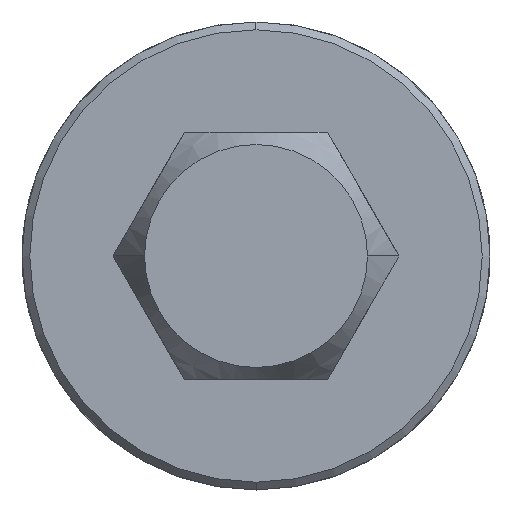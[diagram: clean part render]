
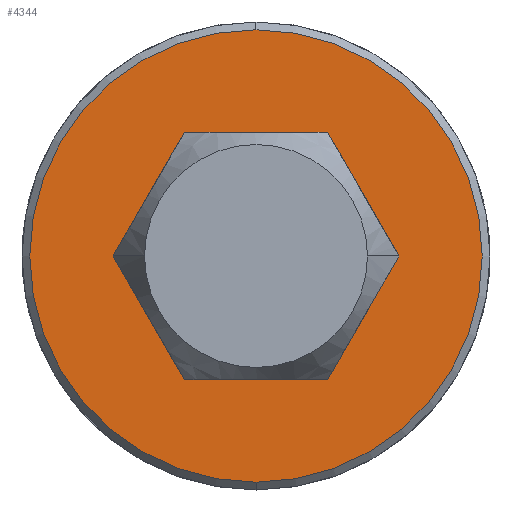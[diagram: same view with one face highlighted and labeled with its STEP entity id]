
A CAD part, front view. The second image highlights one B-rep face of the part: STEP entity #4344.
In plain terms, the highlighted planar face has unit normal (0, -1, 0).
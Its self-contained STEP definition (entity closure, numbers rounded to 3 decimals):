
#80 = ORIENTED_EDGE ( 'NONE', *, *, #3224, .T. ) ;
#211 = EDGE_CURVE ( 'Defeature ausgef�hrt1_0+Defeature ausgef�hrt1_32+Defeature ausgef�hrt1_32+Defeature ausgef�hrt1_32', #2977, #709, #4097, .T. ) ;
#340 = CARTESIAN_POINT ( 'NONE',  ( 0., 40., -5.8 ) ) ;
#389 = EDGE_LOOP ( 'NONE', ( #2959, #1351 ) ) ;
#508 = DIRECTION ( 'NONE',  ( 0., 0., 1. ) ) ;
#512 = CARTESIAN_POINT ( 'NONE',  ( 3., 40., 0. ) ) ;
#513 = VERTEX_POINT ( 'NONE', #2251 ) ;
#612 = CIRCLE ( 'NONE', #4183, 5.8 ) ;
#688 = CARTESIAN_POINT ( 'NONE',  ( -3., 40., 0. ) ) ;
#709 = VERTEX_POINT ( 'NONE', #512 ) ;
#898 = EDGE_LOOP ( 'NONE', ( #80, #2068 ) ) ;
#1102 = FACE_BOUND ( 'NONE', #389, .T. ) ;
#1232 = AXIS2_PLACEMENT_3D ( 'NONE', #3525, #1744, #1699 ) ;
#1351 = ORIENTED_EDGE ( 'NONE', *, *, #211, .T. ) ;
#1615 = CARTESIAN_POINT ( 'NONE',  ( 0., 40., 0. ) ) ;
#1699 = DIRECTION ( 'NONE',  ( 0., 0., 1. ) ) ;
#1744 = DIRECTION ( 'NONE',  ( 0., -1., 0. ) ) ;
#1971 = CARTESIAN_POINT ( 'NONE',  ( 0., 40., 0. ) ) ;
#1985 = DIRECTION ( 'NONE',  ( 1., 0., 0. ) ) ;
#2068 = ORIENTED_EDGE ( 'NONE', *, *, #2478, .T. ) ;
#2092 = CARTESIAN_POINT ( 'NONE',  ( 0., 40., 0. ) ) ;
#2113 = CIRCLE ( 'NONE', #4238, 5.8 ) ;
#2251 = CARTESIAN_POINT ( 'NONE',  ( 0., 40., 5.8 ) ) ;
#2478 = EDGE_CURVE ( 'Defeature ausgef�hrt1_0+Defeature ausgef�hrt1_31+Defeature ausgef�hrt1_31+Defeature ausgef�hrt1_31', #513, #3035, #2113, .T. ) ;
#2496 = CARTESIAN_POINT ( 'NONE',  ( 0., 40., 0. ) ) ;
#2503 = AXIS2_PLACEMENT_3D ( 'NONE', #1971, #2991, #1985 ) ;
#2621 = FACE_OUTER_BOUND ( 'NONE', #898, .T. ) ;
#2873 = DIRECTION ( 'NONE',  ( 1., 0., 0. ) ) ;
#2959 = ORIENTED_EDGE ( 'NONE', *, *, #3485, .T. ) ;
#2977 = VERTEX_POINT ( 'NONE', #688 ) ;
#2985 = CIRCLE ( 'NONE', #4564, 3. ) ;
#2991 = DIRECTION ( 'NONE',  ( 0., 1., 0. ) ) ;
#3035 = VERTEX_POINT ( 'NONE', #340 ) ;
#3224 = EDGE_CURVE ( 'Defeature ausgef�hrt1_0+Defeature ausgef�hrt1_31+Defeature ausgef�hrt1_31+Defeature ausgef�hrt1_31', #3035, #513, #612, .T. ) ;
#3485 = EDGE_CURVE ( 'Defeature ausgef�hrt1_0+Defeature ausgef�hrt1_32+Defeature ausgef�hrt1_32+Defeature ausgef�hrt1_32', #709, #2977, #2985, .T. ) ;
#3525 = CARTESIAN_POINT ( 'NONE',  ( 0., 40., 0. ) ) ;
#3593 = DIRECTION ( 'NONE',  ( 0., 1., 0. ) ) ;
#3729 = DIRECTION ( 'NONE',  ( 0., -1., 0. ) ) ;
#4097 = CIRCLE ( 'NONE', #2503, 3. ) ;
#4183 = AXIS2_PLACEMENT_3D ( 'NONE', #1615, #3729, #508 ) ;
#4238 = AXIS2_PLACEMENT_3D ( 'NONE', #2092, #4526, #4570 ) ;
#4344 = ADVANCED_FACE ( 'Defeature ausgef�hrt1_0', ( #2621, #1102 ), #4575, .T. ) ;
#4526 = DIRECTION ( 'NONE',  ( 0., -1., 0. ) ) ;
#4564 = AXIS2_PLACEMENT_3D ( 'NONE', #2496, #3593, #2873 ) ;
#4570 = DIRECTION ( 'NONE',  ( 0., 0., 1. ) ) ;
#4575 = PLANE ( 'NONE',  #1232 ) ;
